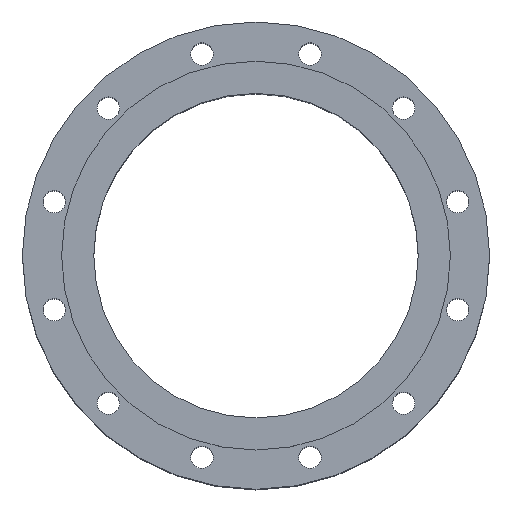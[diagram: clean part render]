
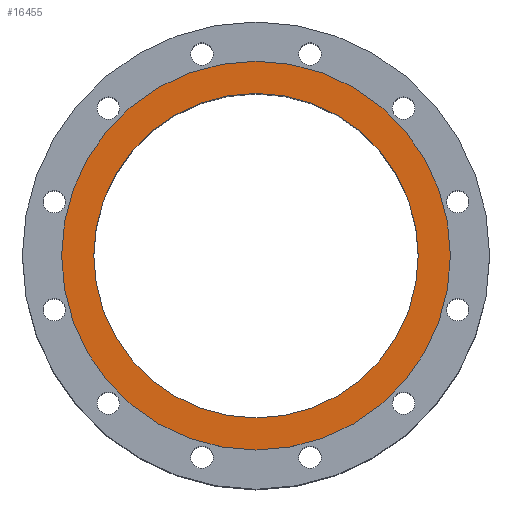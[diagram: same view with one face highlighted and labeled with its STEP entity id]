
A CAD part, top view. The second image highlights one B-rep face of the part: STEP entity #16455.
In plain terms, the highlighted planar face has unit normal (0, 0, 1).
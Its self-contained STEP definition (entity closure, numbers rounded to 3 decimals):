
#2758 = CIRCLE ( 'NONE', #12952, 130.2 ) ;
#2910 = CARTESIAN_POINT ( 'NONE',  ( 156., 0., 0. ) ) ;
#3518 = AXIS2_PLACEMENT_3D ( 'NONE', #9612, #19360, #27163 ) ;
#3639 = CARTESIAN_POINT ( 'NONE',  ( -156., 0., 0. ) ) ;
#5000 = CARTESIAN_POINT ( 'NONE',  ( 0., 156., 0. ) ) ;
#6539 = DIRECTION ( 'NONE',  ( 1., 0., 0. ) ) ;
#7694 = ORIENTED_EDGE ( 'NONE', *, *, #27523, .T. ) ;
#7902 = VERTEX_POINT ( 'NONE', #2910 ) ;
#8075 = CARTESIAN_POINT ( 'NONE',  ( 0., 0., 0. ) ) ;
#8732 = VERTEX_POINT ( 'NONE', #26793 ) ;
#8773 = DIRECTION ( 'NONE',  ( 0., 0., 1. ) ) ;
#8918 = CIRCLE ( 'NONE', #13008, 130.2 ) ;
#9048 = EDGE_CURVE ( 'NONE', #25558, #8732, #2758, .T. ) ;
#9541 = DIRECTION ( 'NONE',  ( 0., 0., 1. ) ) ;
#9612 = CARTESIAN_POINT ( 'NONE',  ( 0., 0., 0. ) ) ;
#9653 = AXIS2_PLACEMENT_3D ( 'NONE', #11653, #8773, #6539 ) ;
#11653 = CARTESIAN_POINT ( 'NONE',  ( 0., 0., 0. ) ) ;
#12040 = FACE_BOUND ( 'NONE', #13618, .T. ) ;
#12101 = ORIENTED_EDGE ( 'NONE', *, *, #9048, .F. ) ;
#12500 = FACE_OUTER_BOUND ( 'NONE', #30449, .T. ) ;
#12704 = DIRECTION ( 'NONE',  ( 1., 0., 0. ) ) ;
#12952 = AXIS2_PLACEMENT_3D ( 'NONE', #8075, #17665, #12704 ) ;
#12956 = ORIENTED_EDGE ( 'NONE', *, *, #28786, .F. ) ;
#13008 = AXIS2_PLACEMENT_3D ( 'NONE', #30774, #9541, #19448 ) ;
#13204 = CIRCLE ( 'NONE', #3518, 156. ) ;
#13548 = ORIENTED_EDGE ( 'NONE', *, *, #26959, .T. ) ;
#13618 = EDGE_LOOP ( 'NONE', ( #12101, #12956 ) ) ;
#13847 = VERTEX_POINT ( 'NONE', #3639 ) ;
#14736 = PLANE ( 'NONE',  #21759 ) ;
#16455 = ADVANCED_FACE ( 'NONE', ( #12040, #12500 ), #14736, .F. ) ;
#17665 = DIRECTION ( 'NONE',  ( 0., 0., 1. ) ) ;
#19360 = DIRECTION ( 'NONE',  ( 0., 0., 1. ) ) ;
#19448 = DIRECTION ( 'NONE',  ( 1., 0., 0. ) ) ;
#21759 = AXIS2_PLACEMENT_3D ( 'NONE', #5000, #26565, #27188 ) ;
#23422 = CIRCLE ( 'NONE', #9653, 156. ) ;
#25558 = VERTEX_POINT ( 'NONE', #28651 ) ;
#26565 = DIRECTION ( 'NONE',  ( 0., 0., -1. ) ) ;
#26793 = CARTESIAN_POINT ( 'NONE',  ( -130.2, 0., 0. ) ) ;
#26959 = EDGE_CURVE ( 'NONE', #7902, #13847, #23422, .T. ) ;
#27163 = DIRECTION ( 'NONE',  ( 1., 0., 0. ) ) ;
#27188 = DIRECTION ( 'NONE',  ( -1., 0., 0. ) ) ;
#27523 = EDGE_CURVE ( 'NONE', #13847, #7902, #13204, .T. ) ;
#28651 = CARTESIAN_POINT ( 'NONE',  ( 130.2, 0., 0. ) ) ;
#28786 = EDGE_CURVE ( 'NONE', #8732, #25558, #8918, .T. ) ;
#30449 = EDGE_LOOP ( 'NONE', ( #13548, #7694 ) ) ;
#30774 = CARTESIAN_POINT ( 'NONE',  ( 0., 0., 0. ) ) ;
